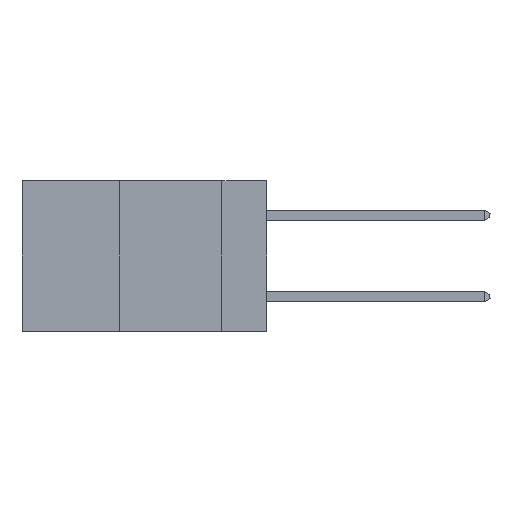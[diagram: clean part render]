
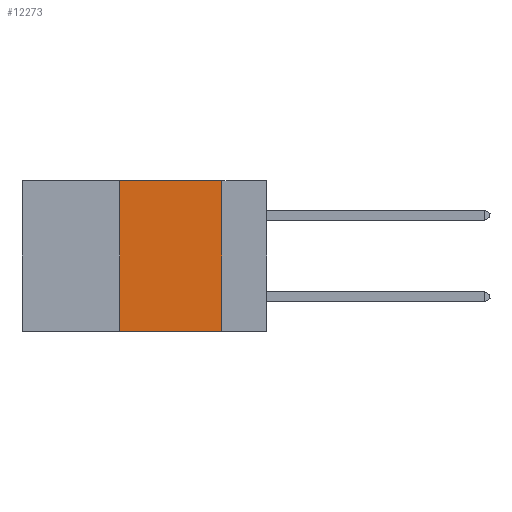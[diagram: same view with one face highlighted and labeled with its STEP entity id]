
A CAD part, left-side view. The second image highlights one B-rep face of the part: STEP entity #12273.
In plain terms, the highlighted planar face has unit normal (-1, 0, 0).
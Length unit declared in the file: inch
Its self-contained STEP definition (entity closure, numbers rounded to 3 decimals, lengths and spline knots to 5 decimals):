
#191 = DIRECTION ( 'NONE',  ( 0., -1., 0. ) ) ;
#838 = VERTEX_POINT ( 'NONE', #14036 ) ;
#970 = CARTESIAN_POINT ( 'NONE',  ( 0., 0.6, -0.37 ) ) ;
#1029 = DIRECTION ( 'NONE',  ( 0., -1., 0. ) ) ;
#2255 = DIRECTION ( 'NONE',  ( 0., 0., -1. ) ) ;
#2264 = CARTESIAN_POINT ( 'NONE',  ( 0., 0.11, -0.37 ) ) ;
#3473 = EDGE_CURVE ( 'NONE', #838, #8197, #13183, .T. ) ;
#3737 = CARTESIAN_POINT ( 'NONE',  ( 0., 0.6, 0. ) ) ;
#3885 = DIRECTION ( 'NONE',  ( 1., 0., 0. ) ) ;
#5378 = CARTESIAN_POINT ( 'NONE',  ( 0., 0.11, 0. ) ) ;
#5830 = VECTOR ( 'NONE', #14448, 39.37008 ) ;
#5875 = EDGE_CURVE ( 'NONE', #10216, #13244, #9125, .T. ) ;
#8197 = VERTEX_POINT ( 'NONE', #17149 ) ;
#8524 = CARTESIAN_POINT ( 'NONE',  ( 0., 0.36, 0. ) ) ;
#9125 = LINE ( 'NONE', #970, #15263 ) ;
#9300 = EDGE_CURVE ( 'NONE', #8197, #13244, #18805, .T. ) ;
#9504 = DIRECTION ( 'NONE',  ( 0., 0., -1. ) ) ;
#9694 = LINE ( 'NONE', #8524, #5830 ) ;
#10216 = VERTEX_POINT ( 'NONE', #11428 ) ;
#11395 = EDGE_LOOP ( 'NONE', ( #11853, #11574, #15614, #12720 ) ) ;
#11428 = CARTESIAN_POINT ( 'NONE',  ( 0., 0.36, -0.37 ) ) ;
#11574 = ORIENTED_EDGE ( 'NONE', *, *, #3473, .F. ) ;
#11853 = ORIENTED_EDGE ( 'NONE', *, *, #9300, .F. ) ;
#12006 = VECTOR ( 'NONE', #191, 39.37008 ) ;
#12273 = ADVANCED_FACE ( 'NONE', ( #13460 ), #18373, .F. ) ;
#12561 = CARTESIAN_POINT ( 'NONE',  ( 0., 0.6, 0. ) ) ;
#12720 = ORIENTED_EDGE ( 'NONE', *, *, #5875, .T. ) ;
#13183 = LINE ( 'NONE', #3737, #12006 ) ;
#13244 = VERTEX_POINT ( 'NONE', #2264 ) ;
#13460 = FACE_OUTER_BOUND ( 'NONE', #11395, .T. ) ;
#14036 = CARTESIAN_POINT ( 'NONE',  ( 0., 0.36, 0. ) ) ;
#14179 = VECTOR ( 'NONE', #9504, 39.37008 ) ;
#14448 = DIRECTION ( 'NONE',  ( 0., 0., 1. ) ) ;
#15263 = VECTOR ( 'NONE', #1029, 39.37008 ) ;
#15473 = EDGE_CURVE ( 'NONE', #10216, #838, #9694, .T. ) ;
#15614 = ORIENTED_EDGE ( 'NONE', *, *, #15473, .F. ) ;
#17149 = CARTESIAN_POINT ( 'NONE',  ( 0., 0.11, 0. ) ) ;
#17607 = AXIS2_PLACEMENT_3D ( 'NONE', #12561, #3885, #2255 ) ;
#18373 = PLANE ( 'NONE',  #17607 ) ;
#18805 = LINE ( 'NONE', #5378, #14179 ) ;
